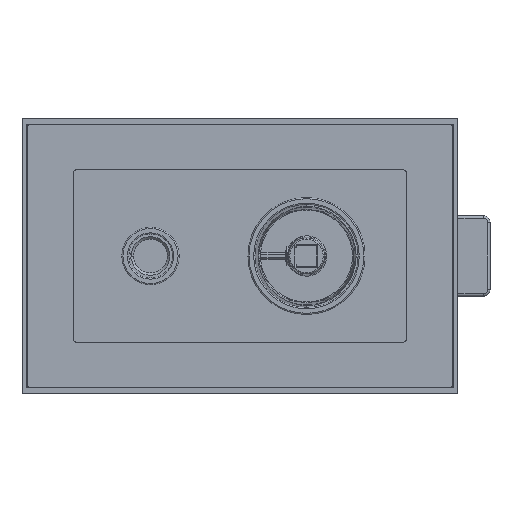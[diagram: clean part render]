
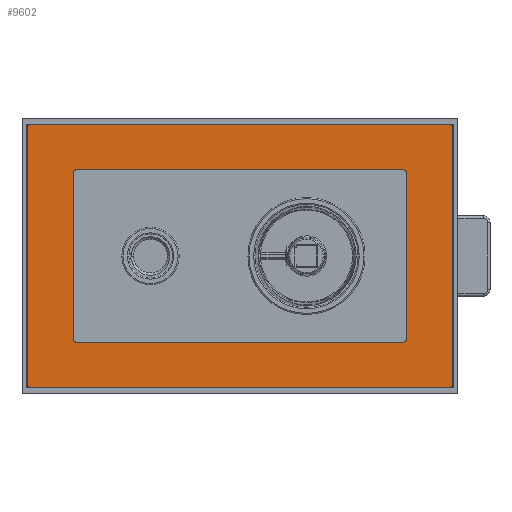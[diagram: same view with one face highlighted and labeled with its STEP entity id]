
A CAD part, left-side view. The second image highlights one B-rep face of the part: STEP entity #9602.
In plain terms, the highlighted face is planar.
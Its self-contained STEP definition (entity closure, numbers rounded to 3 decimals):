
#9109=CARTESIAN_POINT('',(-36.5,6.,-71.5));
#9110=DIRECTION('',(0.,-1.,0.));
#9111=DIRECTION('',(-1.,0.,0.));
#9112=AXIS2_PLACEMENT_3D('',#9109,#9110,#9111);
#9139=CARTESIAN_POINT('',(-36.5,6.,71.5));
#9140=DIRECTION('',(0.,-1.,0.));
#9141=DIRECTION('',(0.,0.,1.));
#9142=AXIS2_PLACEMENT_3D('',#9139,#9140,#9141);
#9169=CARTESIAN_POINT('',(36.5,6.,71.5));
#9170=DIRECTION('',(0.,-1.,0.));
#9171=DIRECTION('',(1.,0.,0.));
#9172=AXIS2_PLACEMENT_3D('',#9169,#9170,#9171);
#9199=CARTESIAN_POINT('',(36.5,6.,-71.5));
#9200=DIRECTION('',(0.,-1.,0.));
#9201=DIRECTION('',(0.,0.,-1.));
#9202=AXIS2_PLACEMENT_3D('',#9199,#9200,#9201);
#9207=DIRECTION('',(0.,0.,1.));
#9208=VECTOR('',#9207,143.);
#9209=CARTESIAN_POINT('',(37.5,6.,-71.5));
#9210=LINE('',#9209,#9208);
#9214=DIRECTION('',(1.,0.,0.));
#9215=VECTOR('',#9214,73.);
#9216=CARTESIAN_POINT('',(-36.5,6.,-72.5));
#9217=LINE('',#9216,#9215);
#9221=DIRECTION('',(0.,0.,-1.));
#9222=VECTOR('',#9221,143.);
#9223=CARTESIAN_POINT('',(-37.5,6.,71.5));
#9224=LINE('',#9223,#9222);
#9228=DIRECTION('',(-1.,0.,0.));
#9229=VECTOR('',#9228,73.);
#9230=CARTESIAN_POINT('',(36.5,6.,72.5));
#9231=LINE('',#9230,#9229);
#9235=CARTESIAN_POINT('',(56.5,6.,-91.5));
#9236=DIRECTION('',(0.,1.,0.));
#9237=DIRECTION('',(1.,0.,0.));
#9238=AXIS2_PLACEMENT_3D('',#9235,#9236,#9237);
#9243=DIRECTION('',(0.,0.,-1.));
#9244=VECTOR('',#9243,183.);
#9245=CARTESIAN_POINT('',(57.5,6.,91.5));
#9246=LINE('',#9245,#9244);
#9250=CARTESIAN_POINT('',(56.5,6.,91.5));
#9251=DIRECTION('',(0.,1.,0.));
#9252=DIRECTION('',(0.,0.,1.));
#9253=AXIS2_PLACEMENT_3D('',#9250,#9251,#9252);
#9258=DIRECTION('',(1.,0.,0.));
#9259=VECTOR('',#9258,113.);
#9260=CARTESIAN_POINT('',(-56.5,6.,92.5));
#9261=LINE('',#9260,#9259);
#9265=CARTESIAN_POINT('',(-56.5,6.,91.5));
#9266=DIRECTION('',(0.,1.,0.));
#9267=DIRECTION('',(-1.,0.,0.));
#9268=AXIS2_PLACEMENT_3D('',#9265,#9266,#9267);
#9273=DIRECTION('',(0.,0.,1.));
#9274=VECTOR('',#9273,183.);
#9275=CARTESIAN_POINT('',(-57.5,6.,-91.5));
#9276=LINE('',#9275,#9274);
#9280=CARTESIAN_POINT('',(-56.5,6.,-91.5));
#9281=DIRECTION('',(0.,1.,0.));
#9282=DIRECTION('',(0.,0.,-1.));
#9283=AXIS2_PLACEMENT_3D('',#9280,#9281,#9282);
#9288=DIRECTION('',(-1.,0.,0.));
#9289=VECTOR('',#9288,113.);
#9290=CARTESIAN_POINT('',(56.5,6.,-92.5));
#9291=LINE('',#9290,#9289);
#9352=CARTESIAN_POINT('',(-36.5,6.,-72.5));
#9354=VERTEX_POINT('',#9352);
#9356=CARTESIAN_POINT('',(-37.5,6.,-71.5));
#9358=VERTEX_POINT('',#9356);
#9360=CARTESIAN_POINT('',(37.5,6.,-71.5));
#9362=VERTEX_POINT('',#9360);
#9364=CARTESIAN_POINT('',(36.5,6.,-72.5));
#9366=VERTEX_POINT('',#9364);
#9368=CARTESIAN_POINT('',(36.5,6.,72.5));
#9370=VERTEX_POINT('',#9368);
#9372=CARTESIAN_POINT('',(37.5,6.,71.5));
#9374=VERTEX_POINT('',#9372);
#9376=CARTESIAN_POINT('',(-37.5,6.,71.5));
#9378=VERTEX_POINT('',#9376);
#9380=CARTESIAN_POINT('',(-36.5,6.,72.5));
#9382=VERTEX_POINT('',#9380);
#9387=CARTESIAN_POINT('',(57.5,6.,-91.5));
#9388=VERTEX_POINT('',#9387);
#9389=CARTESIAN_POINT('',(56.5,6.,-92.5));
#9390=VERTEX_POINT('',#9389);
#9395=CARTESIAN_POINT('',(-56.5,6.,-92.5));
#9396=VERTEX_POINT('',#9395);
#9397=CARTESIAN_POINT('',(-57.5,6.,-91.5));
#9398=VERTEX_POINT('',#9397);
#9403=CARTESIAN_POINT('',(-57.5,6.,91.5));
#9404=VERTEX_POINT('',#9403);
#9405=CARTESIAN_POINT('',(-56.5,6.,92.5));
#9406=VERTEX_POINT('',#9405);
#9411=CARTESIAN_POINT('',(56.5,6.,92.5));
#9412=VERTEX_POINT('',#9411);
#9413=CARTESIAN_POINT('',(57.5,6.,91.5));
#9414=VERTEX_POINT('',#9413);
#9569=CARTESIAN_POINT('',(0.,6.,0.));
#9570=DIRECTION('',(0.,1.,0.));
#9571=DIRECTION('',(1.,0.,0.));
#9572=AXIS2_PLACEMENT_3D('',#9569,#9570,#9571);
#9573=PLANE('',#9572);
#9575=ORIENTED_EDGE('',*,*,#9574,.F.);
#9577=ORIENTED_EDGE('',*,*,#9576,.F.);
#9579=ORIENTED_EDGE('',*,*,#9578,.F.);
#9581=ORIENTED_EDGE('',*,*,#9580,.F.);
#9583=ORIENTED_EDGE('',*,*,#9582,.F.);
#9585=ORIENTED_EDGE('',*,*,#9584,.F.);
#9587=ORIENTED_EDGE('',*,*,#9586,.F.);
#9589=ORIENTED_EDGE('',*,*,#9588,.F.);
#9590=EDGE_LOOP('',(#9575,#9577,#9579,#9581,#9583,#9585,#9587,#9589));
#9591=FACE_OUTER_BOUND('',#9590,.F.);
#9592=ORIENTED_EDGE('',*,*,#9549,.F.);
#9593=ORIENTED_EDGE('',*,*,#9564,.F.);
#9594=ORIENTED_EDGE('',*,*,#9464,.F.);
#9595=ORIENTED_EDGE('',*,*,#9481,.F.);
#9596=ORIENTED_EDGE('',*,*,#9495,.F.);
#9597=ORIENTED_EDGE('',*,*,#9509,.F.);
#9598=ORIENTED_EDGE('',*,*,#9521,.F.);
#9599=ORIENTED_EDGE('',*,*,#9537,.F.);
#9600=EDGE_LOOP('',(#9592,#9593,#9594,#9595,#9596,#9597,#9598,#9599));
#9601=FACE_BOUND('',#9600,.F.);
#9602=ADVANCED_FACE('',(#9591,#9601),#9573,.T.);
#9113=CIRCLE('',#9112,1.);
#9143=CIRCLE('',#9142,1.);
#9173=CIRCLE('',#9172,1.);
#9203=CIRCLE('',#9202,1.);
#9239=CIRCLE('',#9238,1.);
#9254=CIRCLE('',#9253,1.);
#9269=CIRCLE('',#9268,1.);
#9284=CIRCLE('',#9283,1.);
#9464=EDGE_CURVE('',#9354,#9366,#9217,.T.);
#9481=EDGE_CURVE('',#9358,#9354,#9113,.T.);
#9495=EDGE_CURVE('',#9378,#9358,#9224,.T.);
#9509=EDGE_CURVE('',#9382,#9378,#9143,.T.);
#9521=EDGE_CURVE('',#9370,#9382,#9231,.T.);
#9537=EDGE_CURVE('',#9374,#9370,#9173,.T.);
#9549=EDGE_CURVE('',#9362,#9374,#9210,.T.);
#9564=EDGE_CURVE('',#9366,#9362,#9203,.T.);
#9574=EDGE_CURVE('',#9388,#9390,#9239,.T.);
#9576=EDGE_CURVE('',#9414,#9388,#9246,.T.);
#9578=EDGE_CURVE('',#9412,#9414,#9254,.T.);
#9580=EDGE_CURVE('',#9406,#9412,#9261,.T.);
#9582=EDGE_CURVE('',#9404,#9406,#9269,.T.);
#9584=EDGE_CURVE('',#9398,#9404,#9276,.T.);
#9586=EDGE_CURVE('',#9396,#9398,#9284,.T.);
#9588=EDGE_CURVE('',#9390,#9396,#9291,.T.);
